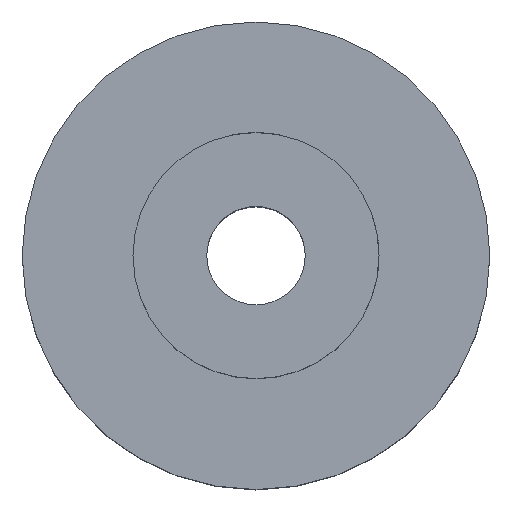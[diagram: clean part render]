
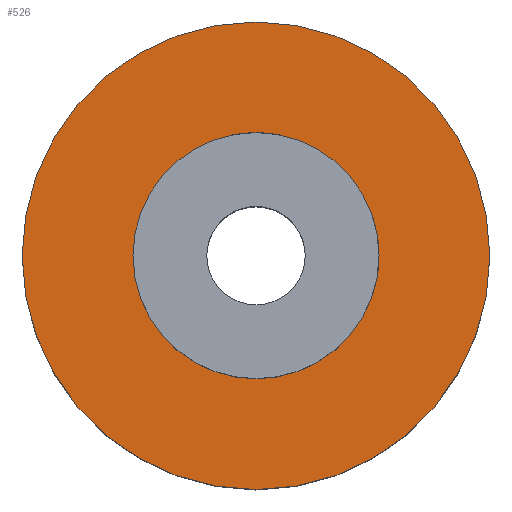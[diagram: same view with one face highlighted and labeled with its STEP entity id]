
A CAD part, top view. The second image highlights one B-rep face of the part: STEP entity #526.
In plain terms, the highlighted planar face has unit normal (0, 0, 1).
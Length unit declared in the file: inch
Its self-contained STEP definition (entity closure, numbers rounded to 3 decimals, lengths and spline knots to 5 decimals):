
#105 = AXIS2_PLACEMENT_3D ( 'NONE', #1564, #1553, #1551 ) ;
#148 = AXIS2_PLACEMENT_3D ( 'NONE', #3685, #3691, #3690 ) ;
#150 = AXIS2_PLACEMENT_3D ( 'NONE', #3687, #3628, #3619 ) ;
#169 = AXIS2_PLACEMENT_3D ( 'NONE', #3137, #3124, #3123 ) ;
#181 = AXIS2_PLACEMENT_3D ( 'NONE', #3114, #3100, #3099 ) ;
#365 = CIRCLE ( 'NONE', #150, 0.594 ) ;
#384 = CIRCLE ( 'NONE', #148, 0.3125 ) ;
#526 = ADVANCED_FACE ( 'NONE', ( #1021, #1017 ), #1565, .F. ) ;
#614 = EDGE_CURVE ( 'NONE', #1497, #1389, #384, .T. ) ;
#623 = EDGE_CURVE ( 'NONE', #1392, #1490, #365, .T. ) ;
#666 = ORIENTED_EDGE ( 'NONE', *, *, #2041, .F. ) ;
#670 = ORIENTED_EDGE ( 'NONE', *, *, #2047, .T. ) ;
#881 = ORIENTED_EDGE ( 'NONE', *, *, #614, .F. ) ;
#1017 = FACE_OUTER_BOUND ( 'NONE', #2496, .T. ) ;
#1021 = FACE_BOUND ( 'NONE', #2502, .T. ) ;
#1247 = ORIENTED_EDGE ( 'NONE', *, *, #623, .T. ) ;
#1389 = VERTEX_POINT ( 'NONE', #2845 ) ;
#1392 = VERTEX_POINT ( 'NONE', #3303 ) ;
#1490 = VERTEX_POINT ( 'NONE', #3169 ) ;
#1497 = VERTEX_POINT ( 'NONE', #2937 ) ;
#1551 = DIRECTION ( 'NONE',  ( -1., 0., 0. ) ) ;
#1553 = DIRECTION ( 'NONE',  ( 0., 0., -1. ) ) ;
#1564 = CARTESIAN_POINT ( 'NONE',  ( 0., -0.3125, 0.157 ) ) ;
#1565 = PLANE ( 'NONE',  #105 ) ;
#2041 = EDGE_CURVE ( 'NONE', #1389, #1497, #2086, .T. ) ;
#2047 = EDGE_CURVE ( 'NONE', #1490, #1392, #2099, .T. ) ;
#2086 = CIRCLE ( 'NONE', #169, 0.3125 ) ;
#2099 = CIRCLE ( 'NONE', #181, 0.594 ) ;
#2496 = EDGE_LOOP ( 'NONE', ( #670, #1247 ) ) ;
#2502 = EDGE_LOOP ( 'NONE', ( #666, #881 ) ) ;
#2845 = CARTESIAN_POINT ( 'NONE',  ( 0.3125, 0., 0.157 ) ) ;
#2937 = CARTESIAN_POINT ( 'NONE',  ( -0.3125, 0., 0.157 ) ) ;
#3099 = DIRECTION ( 'NONE',  ( 1., 0., 0. ) ) ;
#3100 = DIRECTION ( 'NONE',  ( 0., 0., 1. ) ) ;
#3114 = CARTESIAN_POINT ( 'NONE',  ( 0., 0., 0.157 ) ) ;
#3123 = DIRECTION ( 'NONE',  ( 1., 0., 0. ) ) ;
#3124 = DIRECTION ( 'NONE',  ( 0., 0., 1. ) ) ;
#3137 = CARTESIAN_POINT ( 'NONE',  ( 0., 0., 0.157 ) ) ;
#3169 = CARTESIAN_POINT ( 'NONE',  ( 0.594, 0., 0.157 ) ) ;
#3303 = CARTESIAN_POINT ( 'NONE',  ( -0.594, 0., 0.157 ) ) ;
#3619 = DIRECTION ( 'NONE',  ( 1., 0., 0. ) ) ;
#3628 = DIRECTION ( 'NONE',  ( 0., 0., 1. ) ) ;
#3685 = CARTESIAN_POINT ( 'NONE',  ( 0., 0., 0.157 ) ) ;
#3687 = CARTESIAN_POINT ( 'NONE',  ( 0., 0., 0.157 ) ) ;
#3690 = DIRECTION ( 'NONE',  ( 1., 0., 0. ) ) ;
#3691 = DIRECTION ( 'NONE',  ( 0., 0., 1. ) ) ;
